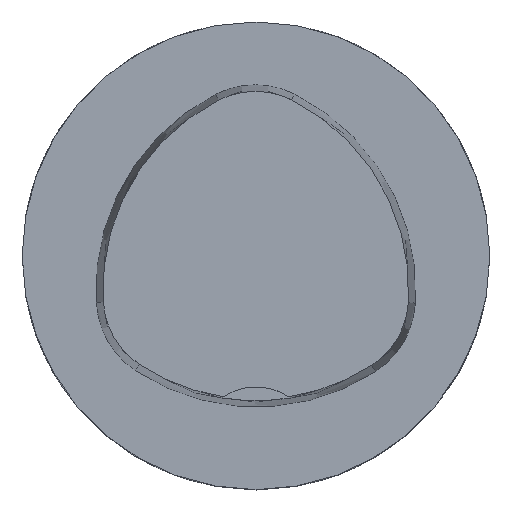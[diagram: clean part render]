
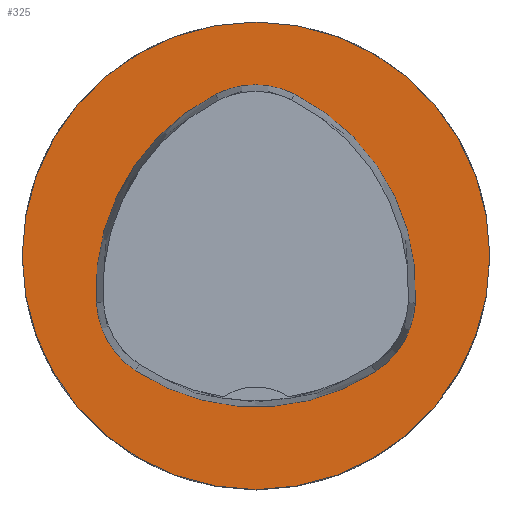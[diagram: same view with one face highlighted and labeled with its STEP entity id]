
A CAD part, top view. The second image highlights one B-rep face of the part: STEP entity #325.
In plain terms, the highlighted planar face has unit normal (0, 0, 1).
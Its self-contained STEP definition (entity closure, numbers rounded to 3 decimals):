
#148=FACE_BOUND('',#558,.T.);
#149=FACE_BOUND('',#559,.T.);
#188=PLANE('',#2155);
#325=ADVANCED_FACE('',(#148,#149),#188,.T.);
#558=EDGE_LOOP('',(#1052,#1053,#1054,#1055,#1056,#1057));
#559=EDGE_LOOP('',(#1058));
#622=CIRCLE('',#2127,16.);
#623=CIRCLE('',#2133,15.);
#625=CIRCLE('',#2136,6.);
#627=CIRCLE('',#2139,15.);
#629=CIRCLE('',#2142,6.);
#633=CIRCLE('',#2147,15.);
#635=CIRCLE('',#2150,6.);
#1052=ORIENTED_EDGE('',*,*,#1589,.T.);
#1053=ORIENTED_EDGE('',*,*,#1569,.T.);
#1054=ORIENTED_EDGE('',*,*,#1573,.T.);
#1055=ORIENTED_EDGE('',*,*,#1576,.T.);
#1056=ORIENTED_EDGE('',*,*,#1579,.T.);
#1057=ORIENTED_EDGE('',*,*,#1587,.T.);
#1058=ORIENTED_EDGE('',*,*,#1560,.F.);
#1322=VERTEX_POINT('',#3463);
#1331=VERTEX_POINT('',#3482);
#1332=VERTEX_POINT('',#3483);
#1335=VERTEX_POINT('',#3491);
#1337=VERTEX_POINT('',#3497);
#1339=VERTEX_POINT('',#3503);
#1346=VERTEX_POINT('',#3524);
#1560=EDGE_CURVE('',#1322,#1322,#622,.T.);
#1569=EDGE_CURVE('',#1331,#1332,#623,.T.);
#1573=EDGE_CURVE('',#1332,#1335,#625,.T.);
#1576=EDGE_CURVE('',#1335,#1337,#627,.T.);
#1579=EDGE_CURVE('',#1337,#1339,#629,.T.);
#1587=EDGE_CURVE('',#1339,#1346,#633,.T.);
#1589=EDGE_CURVE('',#1346,#1331,#635,.T.);
#2127=AXIS2_PLACEMENT_3D('',#3462,#2589,#2590);
#2133=AXIS2_PLACEMENT_3D('',#3481,#2605,#2606);
#2136=AXIS2_PLACEMENT_3D('',#3490,#2613,#2614);
#2139=AXIS2_PLACEMENT_3D('',#3496,#2620,#2621);
#2142=AXIS2_PLACEMENT_3D('',#3502,#2627,#2628);
#2147=AXIS2_PLACEMENT_3D('',#3525,#2639,#2640);
#2150=AXIS2_PLACEMENT_3D('',#3528,#2645,#2646);
#2155=AXIS2_PLACEMENT_3D('',#3533,#2655,#2656);
#2589=DIRECTION('',(0.,0.,-1.));
#2590=DIRECTION('',(-1.,0.,0.));
#2605=DIRECTION('',(0.,0.,-1.));
#2606=DIRECTION('',(-1.,0.,0.));
#2613=DIRECTION('',(0.,0.,-1.));
#2614=DIRECTION('',(-1.,0.,0.));
#2620=DIRECTION('',(0.,0.,-1.));
#2621=DIRECTION('',(-1.,0.,0.));
#2627=DIRECTION('',(0.,0.,-1.));
#2628=DIRECTION('',(-1.,0.,0.));
#2639=DIRECTION('',(0.,0.,-1.));
#2640=DIRECTION('',(-1.,0.,0.));
#2645=DIRECTION('',(0.,0.,-1.));
#2646=DIRECTION('',(-1.,0.,0.));
#2655=DIRECTION('',(0.,0.,1.));
#2656=DIRECTION('',(1.,0.,0.));
#3462=CARTESIAN_POINT('',(0.,0.,0.));
#3463=CARTESIAN_POINT('',(-16.,0.,0.));
#3481=CARTESIAN_POINT('',(4.048,-2.316,0.));
#3482=CARTESIAN_POINT('',(-10.926,-3.206,0.));
#3483=CARTESIAN_POINT('',(-2.774,11.043,0.));
#3490=CARTESIAN_POINT('',(-0.045,5.7,0.));
#3491=CARTESIAN_POINT('',(2.638,11.066,0.));
#3496=CARTESIAN_POINT('',(-4.07,-2.35,0.));
#3497=CARTESIAN_POINT('',(10.903,-3.249,0.));
#3502=CARTESIAN_POINT('',(4.914,-2.889,0.));
#3503=CARTESIAN_POINT('',(8.177,-7.924,0.));
#3524=CARTESIAN_POINT('',(-8.24,-7.859,0.));
#3525=CARTESIAN_POINT('',(0.019,4.663,0.));
#3528=CARTESIAN_POINT('',(-4.936,-2.85,0.));
#3533=CARTESIAN_POINT('',(0.,0.,0.));
